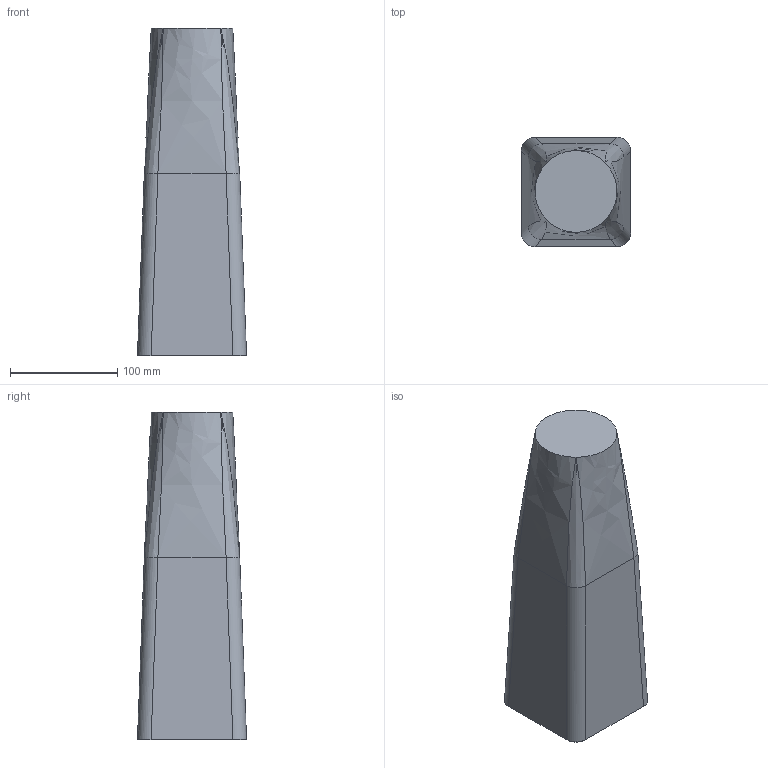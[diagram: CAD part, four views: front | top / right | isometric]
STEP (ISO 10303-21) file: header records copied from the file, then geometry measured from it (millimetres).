
FILE_DESCRIPTION (( 'STEP AP203' ), '1' );
FILE_NAME ('NoseCone.STEP', '2024-11-27T02:56:20', ( '' ), ( '' ), 'SwSTEP 2.0', 'SolidWorks 2024', '' );
FILE_SCHEMA (( 'CONFIG_CONTROL_DESIGN' ));
Length unit declared in the file: inch
Products named in the file (1): NoseCone
Bounding box: 101.6 x 101.6 x 304.8 mm (x, y, z)
Volume: 206923.4 mm3; surface area: 204450.1 mm2
Topology: 1 solids, 1 shells, 43 faces, 120 edges, 76 vertices
Faces by surface type: bspline 16, cylinder 16, plane 11
Entity records: 3661 total; most frequent: CARTESIAN_POINT 2720, ORIENTED_EDGE 232, EDGE_CURVE 116, DIRECTION 108, VERTEX_POINT 76, B_SPLINE_CURVE_WITH_KNOTS 52, EDGE_LOOP 44, ADVANCED_FACE 43
